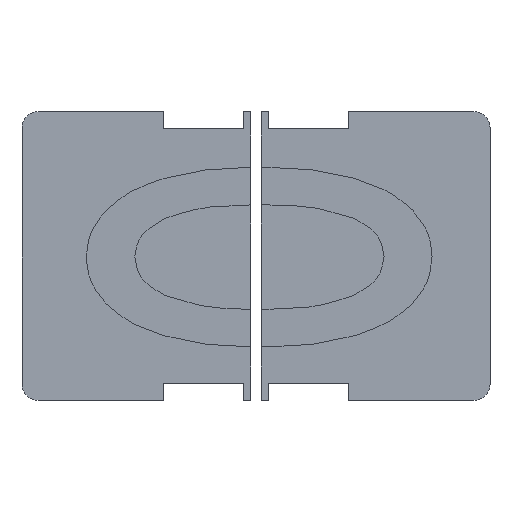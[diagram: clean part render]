
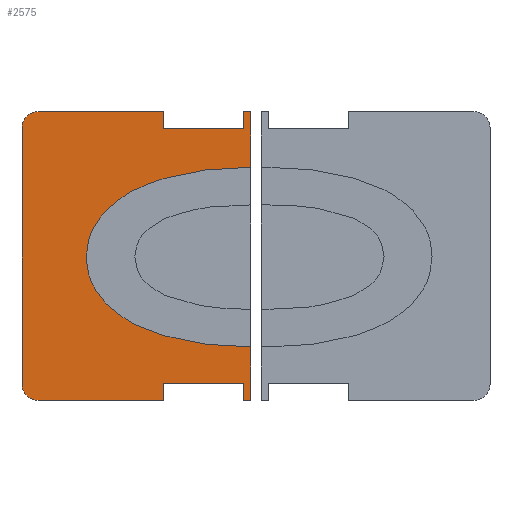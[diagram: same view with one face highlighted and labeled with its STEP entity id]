
A CAD part, top view. The second image highlights one B-rep face of the part: STEP entity #2575.
In plain terms, the highlighted planar face has unit normal (0, 0, 1).
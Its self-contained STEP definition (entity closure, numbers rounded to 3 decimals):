
#21=CIRCLE('',#2696,3.);
#22=CIRCLE('',#2697,3.);
#203=FACE_OUTER_BOUND('',#341,.T.);
#341=EDGE_LOOP('',(#2260,#2261,#2262,#2263,#2264,#2265,#2266,#2267,#2268,
#2269,#2270,#2271,#2272,#2273,#2274,#2275,#2276,#2277,#2278,#2279,#2280,
#2281));
#426=B_SPLINE_CURVE_WITH_KNOTS('',3,(#4726,#4727,#4728,#4729,#4730),
 .UNSPECIFIED.,.F.,.F.,(4,1,4),(0.,0.375,0.789),
 .UNSPECIFIED.);
#428=B_SPLINE_CURVE_WITH_KNOTS('',3,(#4759,#4760,#4761,#4762,#4763),
 .UNSPECIFIED.,.F.,.F.,(4,1,4),(0.,0.331,0.678),
 .UNSPECIFIED.);
#430=B_SPLINE_CURVE_WITH_KNOTS('',3,(#4792,#4793,#4794,#4795,#4796),
 .UNSPECIFIED.,.F.,.F.,(4,1,4),(0.,0.348,0.68),
 .UNSPECIFIED.);
#432=B_SPLINE_CURVE_WITH_KNOTS('',3,(#4825,#4826,#4827,#4828,#4829),
 .UNSPECIFIED.,.F.,.F.,(4,1,4),(0.,0.333,0.682),
 .UNSPECIFIED.);
#434=B_SPLINE_CURVE_WITH_KNOTS('',3,(#4858,#4859,#4860,#4861,#4862),
 .UNSPECIFIED.,.F.,.F.,(4,1,4),(0.,0.351,0.682),
 .UNSPECIFIED.);
#444=B_SPLINE_CURVE_WITH_KNOTS('',3,(#5031,#5032,#5033,#5034,#5035),
 .UNSPECIFIED.,.F.,.F.,(4,1,4),(0.002,0.415,0.795),
 .UNSPECIFIED.);
#660=LINE('',#4668,#936);
#667=LINE('',#4689,#943);
#670=LINE('',#4695,#946);
#687=LINE('',#5038,#963);
#688=LINE('',#5040,#964);
#689=LINE('',#5042,#965);
#690=LINE('',#5044,#966);
#691=LINE('',#5046,#967);
#692=LINE('',#5050,#968);
#693=LINE('',#5054,#969);
#694=LINE('',#5056,#970);
#695=LINE('',#5058,#971);
#696=LINE('',#5060,#972);
#697=LINE('',#5061,#973);
#936=VECTOR('',#3092,10.);
#943=VECTOR('',#3099,10.);
#946=VECTOR('',#3104,10.);
#963=VECTOR('',#3129,10.);
#964=VECTOR('',#3130,10.);
#965=VECTOR('',#3131,10.);
#966=VECTOR('',#3132,10.);
#967=VECTOR('',#3133,10.);
#968=VECTOR('',#3136,10.);
#969=VECTOR('',#3139,10.);
#970=VECTOR('',#3140,10.);
#971=VECTOR('',#3141,10.);
#972=VECTOR('',#3142,10.);
#973=VECTOR('',#3143,10.);
#1188=VERTEX_POINT('',#4665);
#1189=VERTEX_POINT('',#4667);
#1196=VERTEX_POINT('',#4681);
#1197=VERTEX_POINT('',#4688);
#1199=VERTEX_POINT('',#4694);
#1202=VERTEX_POINT('',#4725);
#1204=VERTEX_POINT('',#4758);
#1206=VERTEX_POINT('',#4791);
#1208=VERTEX_POINT('',#4824);
#1210=VERTEX_POINT('',#4857);
#1221=VERTEX_POINT('',#5037);
#1222=VERTEX_POINT('',#5039);
#1223=VERTEX_POINT('',#5041);
#1224=VERTEX_POINT('',#5043);
#1225=VERTEX_POINT('',#5045);
#1226=VERTEX_POINT('',#5047);
#1227=VERTEX_POINT('',#5049);
#1228=VERTEX_POINT('',#5051);
#1229=VERTEX_POINT('',#5053);
#1230=VERTEX_POINT('',#5055);
#1231=VERTEX_POINT('',#5057);
#1232=VERTEX_POINT('',#5059);
#1531=EDGE_CURVE('',#1189,#1188,#660,.T.);
#1539=EDGE_CURVE('',#1197,#1196,#667,.T.);
#1542=EDGE_CURVE('',#1199,#1189,#670,.T.);
#1546=EDGE_CURVE('',#1202,#1199,#426,.T.);
#1549=EDGE_CURVE('',#1204,#1202,#428,.T.);
#1552=EDGE_CURVE('',#1206,#1204,#430,.T.);
#1555=EDGE_CURVE('',#1208,#1206,#432,.T.);
#1558=EDGE_CURVE('',#1210,#1208,#434,.T.);
#1578=EDGE_CURVE('',#1196,#1210,#444,.T.);
#1579=EDGE_CURVE('',#1188,#1221,#687,.T.);
#1580=EDGE_CURVE('',#1221,#1222,#688,.T.);
#1581=EDGE_CURVE('',#1222,#1223,#689,.T.);
#1582=EDGE_CURVE('',#1223,#1224,#690,.T.);
#1583=EDGE_CURVE('',#1224,#1225,#691,.T.);
#1584=EDGE_CURVE('',#1225,#1226,#21,.T.);
#1585=EDGE_CURVE('',#1226,#1227,#692,.T.);
#1586=EDGE_CURVE('',#1227,#1228,#22,.T.);
#1587=EDGE_CURVE('',#1228,#1229,#693,.T.);
#1588=EDGE_CURVE('',#1229,#1230,#694,.T.);
#1589=EDGE_CURVE('',#1230,#1231,#695,.T.);
#1590=EDGE_CURVE('',#1231,#1232,#696,.T.);
#1591=EDGE_CURVE('',#1232,#1197,#697,.T.);
#2260=ORIENTED_EDGE('',*,*,#1578,.T.);
#2261=ORIENTED_EDGE('',*,*,#1558,.T.);
#2262=ORIENTED_EDGE('',*,*,#1555,.T.);
#2263=ORIENTED_EDGE('',*,*,#1552,.T.);
#2264=ORIENTED_EDGE('',*,*,#1549,.T.);
#2265=ORIENTED_EDGE('',*,*,#1546,.T.);
#2266=ORIENTED_EDGE('',*,*,#1542,.T.);
#2267=ORIENTED_EDGE('',*,*,#1531,.T.);
#2268=ORIENTED_EDGE('',*,*,#1579,.T.);
#2269=ORIENTED_EDGE('',*,*,#1580,.T.);
#2270=ORIENTED_EDGE('',*,*,#1581,.T.);
#2271=ORIENTED_EDGE('',*,*,#1582,.T.);
#2272=ORIENTED_EDGE('',*,*,#1583,.T.);
#2273=ORIENTED_EDGE('',*,*,#1584,.T.);
#2274=ORIENTED_EDGE('',*,*,#1585,.T.);
#2275=ORIENTED_EDGE('',*,*,#1586,.T.);
#2276=ORIENTED_EDGE('',*,*,#1587,.T.);
#2277=ORIENTED_EDGE('',*,*,#1588,.T.);
#2278=ORIENTED_EDGE('',*,*,#1589,.T.);
#2279=ORIENTED_EDGE('',*,*,#1590,.T.);
#2280=ORIENTED_EDGE('',*,*,#1591,.T.);
#2281=ORIENTED_EDGE('',*,*,#1539,.T.);
#2439=PLANE('',#2695);
#2575=ADVANCED_FACE('',(#203),#2439,.T.);
#2695=AXIS2_PLACEMENT_3D('',#5036,#3127,#3128);
#2696=AXIS2_PLACEMENT_3D('',#5048,#3134,#3135);
#2697=AXIS2_PLACEMENT_3D('',#5052,#3137,#3138);
#3092=DIRECTION('',(0.,1.,0.));
#3099=DIRECTION('',(0.,1.,0.));
#3104=DIRECTION('',(1.,0.,0.));
#3127=DIRECTION('center_axis',(0.,0.,1.));
#3128=DIRECTION('ref_axis',(1.,0.,0.));
#3129=DIRECTION('',(-1.,0.,0.));
#3130=DIRECTION('',(0.,-1.,0.));
#3131=DIRECTION('',(-1.,0.,0.));
#3132=DIRECTION('',(0.,1.,0.));
#3133=DIRECTION('',(-1.,0.,0.));
#3134=DIRECTION('center_axis',(0.,0.,1.));
#3135=DIRECTION('ref_axis',(0.,1.,0.));
#3136=DIRECTION('',(0.,-1.,0.));
#3137=DIRECTION('center_axis',(0.,0.,1.));
#3138=DIRECTION('ref_axis',(-1.,0.,0.));
#3139=DIRECTION('',(1.,0.,0.));
#3140=DIRECTION('',(0.,1.,0.));
#3141=DIRECTION('',(1.,0.,0.));
#3142=DIRECTION('',(0.,-1.,0.));
#3143=DIRECTION('',(1.,0.,0.));
#4665=CARTESIAN_POINT('',(42.8,54.,0.6));
#4667=CARTESIAN_POINT('',(42.8,43.594,0.6));
#4668=CARTESIAN_POINT('',(42.8,54.,0.6));
#4681=CARTESIAN_POINT('',(42.8,9.993,0.6));
#4688=CARTESIAN_POINT('',(42.8,0.,0.6));
#4689=CARTESIAN_POINT('',(42.8,54.,0.6));
#4694=CARTESIAN_POINT('',(42.535,43.594,0.6));
#4695=CARTESIAN_POINT('',(33.72,43.594,0.6));
#4725=CARTESIAN_POINT('',(26.395,41.48,0.6));
#4726=CARTESIAN_POINT('Ctrl Pts',(26.395,41.48,0.6));
#4727=CARTESIAN_POINT('Ctrl Pts',(28.866,42.089,0.6));
#4728=CARTESIAN_POINT('Ctrl Pts',(34.059,43.37,0.6));
#4729=CARTESIAN_POINT('Ctrl Pts',(39.62,43.517,0.6));
#4730=CARTESIAN_POINT('Ctrl Pts',(42.535,43.594,0.6));
#4758=CARTESIAN_POINT('',(15.751,35.555,0.6));
#4759=CARTESIAN_POINT('Ctrl Pts',(15.751,35.555,0.6));
#4760=CARTESIAN_POINT('Ctrl Pts',(17.141,36.77,0.6));
#4761=CARTESIAN_POINT('Ctrl Pts',(19.991,39.259,0.6));
#4762=CARTESIAN_POINT('Ctrl Pts',(24.226,40.728,0.6));
#4763=CARTESIAN_POINT('Ctrl Pts',(26.395,41.48,0.6));
#4791=CARTESIAN_POINT('',(12.03,26.793,0.6));
#4792=CARTESIAN_POINT('Ctrl Pts',(12.03,26.793,0.6));
#4793=CARTESIAN_POINT('Ctrl Pts',(12.169,28.379,0.6));
#4794=CARTESIAN_POINT('Ctrl Pts',(12.439,31.472,0.6));
#4795=CARTESIAN_POINT('Ctrl Pts',(14.666,34.217,0.6));
#4796=CARTESIAN_POINT('Ctrl Pts',(15.751,35.555,0.6));
#4824=CARTESIAN_POINT('',(15.794,18.003,0.6));
#4825=CARTESIAN_POINT('Ctrl Pts',(15.794,18.003,0.6));
#4826=CARTESIAN_POINT('Ctrl Pts',(14.697,19.348,0.6));
#4827=CARTESIAN_POINT('Ctrl Pts',(12.449,22.099,0.6));
#4828=CARTESIAN_POINT('Ctrl Pts',(12.172,25.205,0.6));
#4829=CARTESIAN_POINT('Ctrl Pts',(12.03,26.793,0.6));
#4857=CARTESIAN_POINT('',(26.569,12.079,0.6));
#4858=CARTESIAN_POINT('Ctrl Pts',(26.569,12.079,0.6));
#4859=CARTESIAN_POINT('Ctrl Pts',(24.375,12.835,0.6));
#4860=CARTESIAN_POINT('Ctrl Pts',(20.108,14.307,0.6));
#4861=CARTESIAN_POINT('Ctrl Pts',(17.205,16.795,0.6));
#4862=CARTESIAN_POINT('Ctrl Pts',(15.794,18.003,0.6));
#5031=CARTESIAN_POINT('Ctrl Pts',(42.8,9.993,0.6));
#5032=CARTESIAN_POINT('Ctrl Pts',(39.888,10.063,0.6));
#5033=CARTESIAN_POINT('Ctrl Pts',(34.3,10.201,0.6));
#5034=CARTESIAN_POINT('Ctrl Pts',(29.072,11.47,0.6));
#5035=CARTESIAN_POINT('Ctrl Pts',(26.569,12.079,0.6));
#5036=CARTESIAN_POINT('Origin',(21.4,27.,0.6));
#5037=CARTESIAN_POINT('',(41.4,54.,0.6));
#5038=CARTESIAN_POINT('',(82.6,54.,0.6));
#5039=CARTESIAN_POINT('',(41.4,50.8,0.6));
#5040=CARTESIAN_POINT('',(41.4,50.8,0.6));
#5041=CARTESIAN_POINT('',(26.4,50.8,0.6));
#5042=CARTESIAN_POINT('',(26.4,50.8,0.6));
#5043=CARTESIAN_POINT('',(26.4,54.,0.6));
#5044=CARTESIAN_POINT('',(26.4,54.,0.6));
#5045=CARTESIAN_POINT('',(3.,54.,0.6));
#5046=CARTESIAN_POINT('',(82.6,54.,0.6));
#5047=CARTESIAN_POINT('',(0.,51.,0.6));
#5048=CARTESIAN_POINT('Origin',(3.,51.,0.6));
#5049=CARTESIAN_POINT('',(0.,3.,0.6));
#5050=CARTESIAN_POINT('',(0.,51.,0.6));
#5051=CARTESIAN_POINT('',(3.,0.,0.6));
#5052=CARTESIAN_POINT('Origin',(3.,3.,0.6));
#5053=CARTESIAN_POINT('',(26.4,0.,0.6));
#5054=CARTESIAN_POINT('',(3.,0.,0.6));
#5055=CARTESIAN_POINT('',(26.4,3.2,0.6));
#5056=CARTESIAN_POINT('',(26.4,0.,0.6));
#5057=CARTESIAN_POINT('',(41.4,3.2,0.6));
#5058=CARTESIAN_POINT('',(26.4,3.2,0.6));
#5059=CARTESIAN_POINT('',(41.4,0.,0.6));
#5060=CARTESIAN_POINT('',(41.4,3.2,0.6));
#5061=CARTESIAN_POINT('',(3.,0.,0.6));
